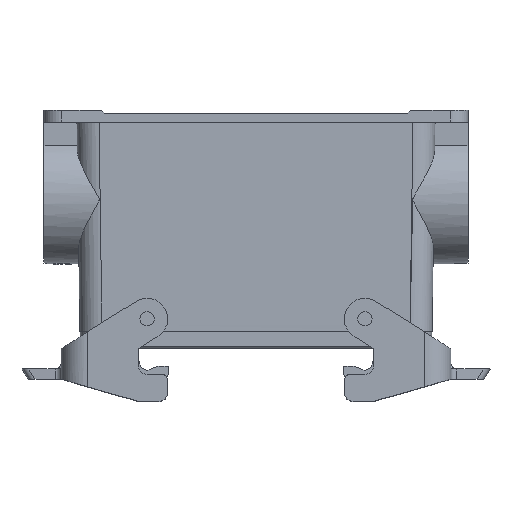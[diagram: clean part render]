
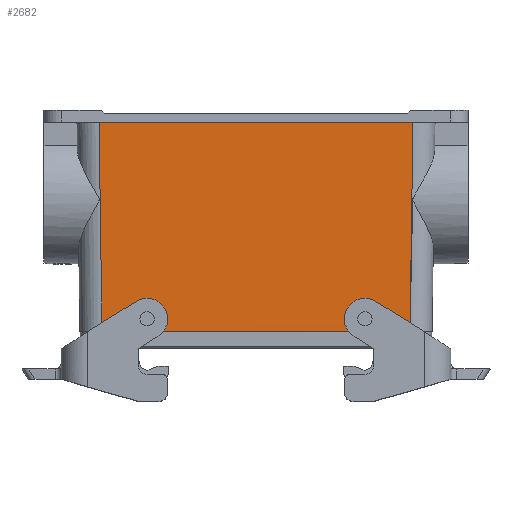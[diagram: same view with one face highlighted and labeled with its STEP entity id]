
A CAD part, top view. The second image highlights one B-rep face of the part: STEP entity #2682.
In plain terms, the highlighted planar face has unit normal (0, -0.011, 1).
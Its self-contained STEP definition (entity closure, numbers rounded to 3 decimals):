
#90=FACE_BOUND('',#3703,.T.);
#91=FACE_BOUND('',#3704,.T.);
#92=FACE_BOUND('',#3705,.T.);
#2113=ELLIPSE('',#10561,3.5,3.5);
#2114=ELLIPSE('',#10562,3.5,3.5);
#2221=B_SPLINE_CURVE_WITH_KNOTS('',3,(#15554,#15555,#15556,#15557,#15558,
#15559,#15560,#15561,#15562,#15563),.UNSPECIFIED.,.F.,.F.,(4,2,2,2,4),(0.,
0.25,0.5,0.75,1.),.UNSPECIFIED.);
#2222=B_SPLINE_CURVE_WITH_KNOTS('',3,(#15571,#15572,#15573,#15574,#15575,
#15576,#15577,#15578,#15579,#15580),.UNSPECIFIED.,.F.,.F.,(4,2,2,2,4),(0.,
0.25,0.5,0.75,1.),.UNSPECIFIED.);
#2360=PLANE('',#10563);
#2682=ADVANCED_FACE('',(#90,#91,#92),#2360,.F.);
#3703=EDGE_LOOP('',(#6487,#6488,#6489,#6490));
#3704=EDGE_LOOP('',(#6491,#6492,#6493,#6494));
#3705=EDGE_LOOP('',(#6495,#6496,#6497,#6498));
#4406=LINE('',#15478,#5105);
#4432=LINE('',#15552,#5131);
#4433=LINE('',#15565,#5132);
#4434=LINE('',#15569,#5133);
#4435=LINE('',#15582,#5134);
#4436=LINE('',#15583,#5135);
#4437=LINE('',#15585,#5136);
#4438=LINE('',#15587,#5137);
#5105=VECTOR('',#12040,1.);
#5131=VECTOR('',#12108,1.);
#5132=VECTOR('',#12109,1.);
#5133=VECTOR('',#12112,1.);
#5134=VECTOR('',#12113,1.);
#5135=VECTOR('',#12114,1.);
#5136=VECTOR('',#12115,1.);
#5137=VECTOR('',#12116,1.);
#6487=ORIENTED_EDGE('',*,*,#9075,.F.);
#6488=ORIENTED_EDGE('',*,*,#9076,.T.);
#6489=ORIENTED_EDGE('',*,*,#9077,.T.);
#6490=ORIENTED_EDGE('',*,*,#9078,.T.);
#6491=ORIENTED_EDGE('',*,*,#9079,.F.);
#6492=ORIENTED_EDGE('',*,*,#9080,.F.);
#6493=ORIENTED_EDGE('',*,*,#9081,.F.);
#6494=ORIENTED_EDGE('',*,*,#9082,.F.);
#6495=ORIENTED_EDGE('',*,*,#9083,.T.);
#6496=ORIENTED_EDGE('',*,*,#9084,.T.);
#6497=ORIENTED_EDGE('',*,*,#9085,.T.);
#6498=ORIENTED_EDGE('',*,*,#9037,.F.);
#8121=VERTEX_POINT('',#15477);
#8122=VERTEX_POINT('',#15479);
#8147=VERTEX_POINT('',#15550);
#8148=VERTEX_POINT('',#15551);
#8149=VERTEX_POINT('',#15553);
#8150=VERTEX_POINT('',#15564);
#8151=VERTEX_POINT('',#15567);
#8152=VERTEX_POINT('',#15568);
#8153=VERTEX_POINT('',#15570);
#8154=VERTEX_POINT('',#15581);
#8155=VERTEX_POINT('',#15584);
#8156=VERTEX_POINT('',#15586);
#9037=EDGE_CURVE('',#8121,#8122,#4406,.T.);
#9075=EDGE_CURVE('',#8147,#8148,#2113,.T.);
#9076=EDGE_CURVE('',#8147,#8149,#4432,.T.);
#9077=EDGE_CURVE('',#8149,#8150,#2221,.T.);
#9078=EDGE_CURVE('',#8150,#8148,#4433,.T.);
#9079=EDGE_CURVE('',#8151,#8152,#2114,.T.);
#9080=EDGE_CURVE('',#8153,#8151,#4434,.T.);
#9081=EDGE_CURVE('',#8154,#8153,#2222,.T.);
#9082=EDGE_CURVE('',#8152,#8154,#4435,.T.);
#9083=EDGE_CURVE('',#8121,#8155,#4436,.T.);
#9084=EDGE_CURVE('',#8155,#8156,#4437,.T.);
#9085=EDGE_CURVE('',#8156,#8122,#4438,.T.);
#10561=AXIS2_PLACEMENT_3D('',#15549,#12106,#12107);
#10562=AXIS2_PLACEMENT_3D('',#15566,#12110,#12111);
#10563=AXIS2_PLACEMENT_3D('',#15588,#12117,#12118);
#12040=DIRECTION('',(-1.,0.,0.));
#12106=DIRECTION('',(0.,-0.011,1.));
#12107=DIRECTION('',(0.,1.,0.011));
#12108=DIRECTION('',(-1.,0.,0.));
#12109=DIRECTION('',(-1.,0.,0.));
#12110=DIRECTION('',(0.,-0.011,1.));
#12111=DIRECTION('',(0.,1.,0.011));
#12112=DIRECTION('',(1.,0.,0.));
#12113=DIRECTION('',(1.,0.,0.));
#12114=DIRECTION('',(0.014,1.,0.011));
#12115=DIRECTION('',(-1.,0.,0.));
#12116=DIRECTION('',(0.014,-1.,-0.011));
#12117=DIRECTION('',(0.,0.011,-1.));
#12118=DIRECTION('',(-1.,0.,0.));
#15477=CARTESIAN_POINT('',(52.3,-5.7,21.5));
#15478=CARTESIAN_POINT('',(59.8,-5.7,21.5));
#15479=CARTESIAN_POINT('',(-52.3,-5.7,21.5));
#15549=CARTESIAN_POINT('',(-37.,-1.55,21.547));
#15550=CARTESIAN_POINT('',(-33.5,-1.55,21.547));
#15551=CARTESIAN_POINT('',(-40.5,-1.55,21.547));
#15552=CARTESIAN_POINT('',(59.8,-1.55,21.547));
#15553=CARTESIAN_POINT('',(-35.,-1.55,21.547));
#15554=CARTESIAN_POINT('',(-35.,-1.55,21.547));
#15555=CARTESIAN_POINT('',(-35.,-2.103,21.541));
#15556=CARTESIAN_POINT('',(-35.195,-2.574,21.535));
#15557=CARTESIAN_POINT('',(-35.976,-3.354,21.526));
#15558=CARTESIAN_POINT('',(-36.448,-3.55,21.524));
#15559=CARTESIAN_POINT('',(-37.552,-3.55,21.524));
#15560=CARTESIAN_POINT('',(-38.024,-3.355,21.526));
#15561=CARTESIAN_POINT('',(-38.804,-2.574,21.535));
#15562=CARTESIAN_POINT('',(-39.,-2.102,21.541));
#15563=CARTESIAN_POINT('',(-39.,-1.55,21.547));
#15564=CARTESIAN_POINT('',(-39.,-1.55,21.547));
#15565=CARTESIAN_POINT('',(59.8,-1.55,21.547));
#15566=CARTESIAN_POINT('',(37.,-1.55,21.547));
#15567=CARTESIAN_POINT('',(40.5,-1.55,21.547));
#15568=CARTESIAN_POINT('',(33.5,-1.55,21.547));
#15569=CARTESIAN_POINT('',(59.8,-1.55,21.547));
#15570=CARTESIAN_POINT('',(39.,-1.55,21.547));
#15571=CARTESIAN_POINT('',(35.,-1.55,21.547));
#15572=CARTESIAN_POINT('',(35.,-2.102,21.547));
#15573=CARTESIAN_POINT('',(35.196,-2.574,21.547));
#15574=CARTESIAN_POINT('',(35.976,-3.355,21.547));
#15575=CARTESIAN_POINT('',(36.448,-3.55,21.547));
#15576=CARTESIAN_POINT('',(37.552,-3.55,21.547));
#15577=CARTESIAN_POINT('',(38.024,-3.354,21.547));
#15578=CARTESIAN_POINT('',(38.805,-2.574,21.547));
#15579=CARTESIAN_POINT('',(39.,-2.103,21.547));
#15580=CARTESIAN_POINT('',(39.,-1.55,21.547));
#15581=CARTESIAN_POINT('',(35.,-1.55,21.547));
#15582=CARTESIAN_POINT('',(59.8,-1.55,21.547));
#15583=CARTESIAN_POINT('',(53.302,65.356,22.301));
#15584=CARTESIAN_POINT('',(53.3,65.25,22.3));
#15585=CARTESIAN_POINT('',(59.8,65.25,22.3));
#15586=CARTESIAN_POINT('',(-53.3,65.25,22.3));
#15587=CARTESIAN_POINT('',(-52.302,-5.594,21.501));
#15588=CARTESIAN_POINT('',(59.8,-5.7,21.5));
